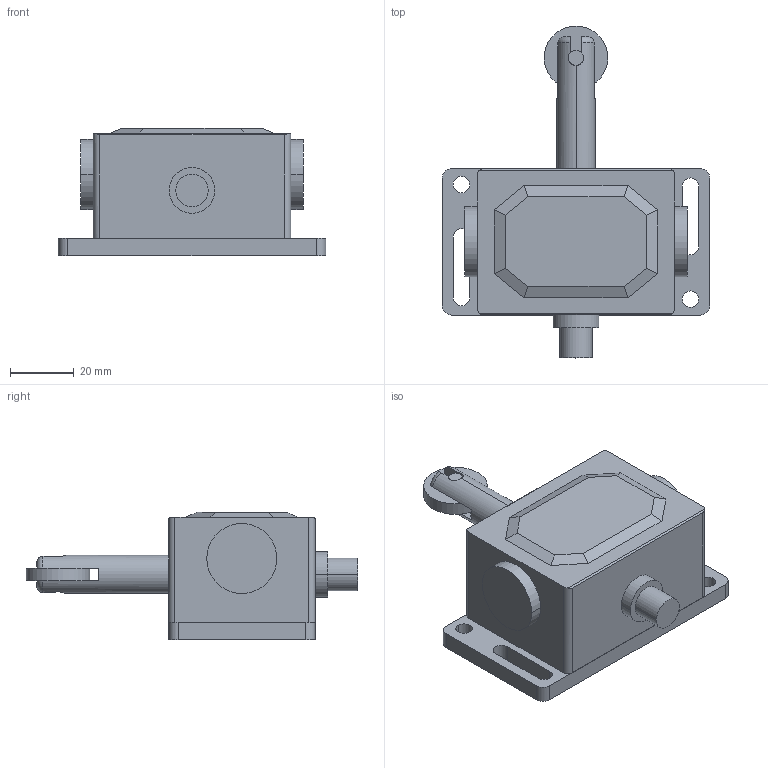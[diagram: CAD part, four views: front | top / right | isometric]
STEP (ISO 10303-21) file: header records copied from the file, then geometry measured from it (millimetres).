
FILE_DESCRIPTION((''),'2;1');
FILE_NAME('3d_PLA1RM.stp','2012-10-03T08:00:03',(''),(''),'Mechanical Desktop 2011','Mechanical Desktop 2011',', , ');
FILE_SCHEMA(('CONFIG_CONTROL_DESIGN'));
Length unit declared in the file: millimetre
Products named in the file (1): Product
Bounding box: 84 x 104.3 x 40 mm (x, y, z)
Volume: 124999.5 mm3; surface area: 31393.3 mm2
Topology: 9 solids, 9 shells, 90 faces, 223 edges, 157 vertices
Faces by surface type: plane 52, cylinder 34, torus 4
Entity records: 3012 total; most frequent: CARTESIAN_POINT 707, DIRECTION 480, ORIENTED_EDGE 434, EDGE_CURVE 217, AXIS2_PLACEMENT_3D 178, VERTEX_POINT 147, VECTOR 124, LINE 124
